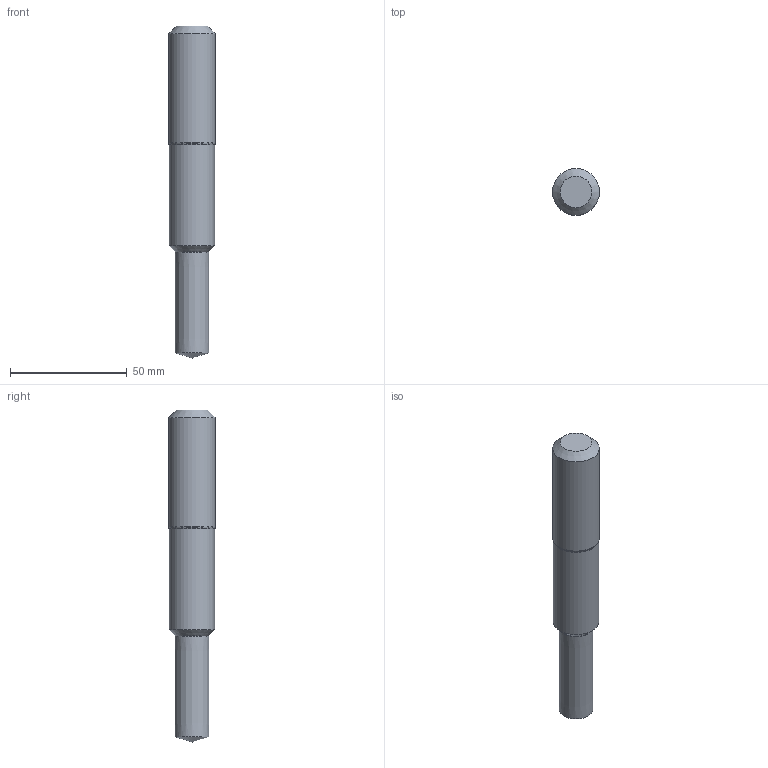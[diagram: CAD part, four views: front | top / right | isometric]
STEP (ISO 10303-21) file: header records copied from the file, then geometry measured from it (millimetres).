
FILE_DESCRIPTION(/* description */ (''),/* implementation_level */ '2;1');
FILE_NAME(/* name */ '3951_1_3D.STP',/* time_stamp */ '2024-07-24T07:29:43+02:00',/* author */ (''),/* organization */ ('SMS'),/* preprocessor_version */ 'ST-DEVELOPER v16.7',/* originating_system */ 'SIEMENS PLM Software NX 12.0',/* authorisation */ '');
FILE_SCHEMA (('AUTOMOTIVE_DESIGN { 1 0 10303 214 3 1 1 1 }'));
Length unit declared in the file: millimetre
Products named in the file (1): 3951_1_3D
Bounding box: 20 x 20 x 142 mm (x, y, z)
Volume: 36358 mm3; surface area: 8948.5 mm2
Topology: 2 solids, 2 shells, 13 faces, 26 edges, 18 vertices
Faces by surface type: cone 5, cylinder 3, plane 3, torus 2
Full cylindrical faces by diameter (mm): 19.52 x2, 20 x1
Entity records: 347 total; most frequent: CARTESIAN_POINT 64, DIRECTION 56, AXIS2_PLACEMENT_3D 28, EDGE_LOOP 22, ORIENTED_EDGE 22, FACE_BOUND 20, ADVANCED_FACE 13, VERTEX_POINT 12
